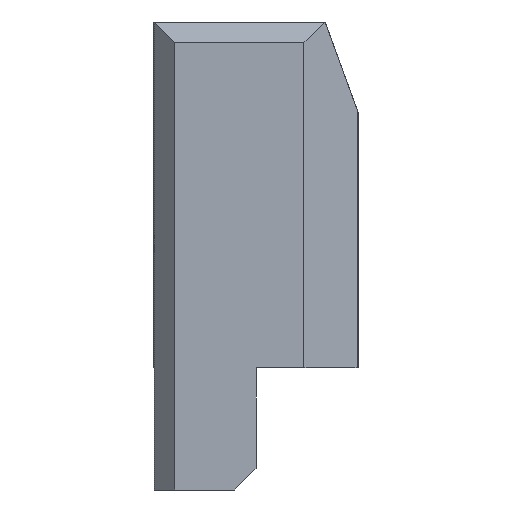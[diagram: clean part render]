
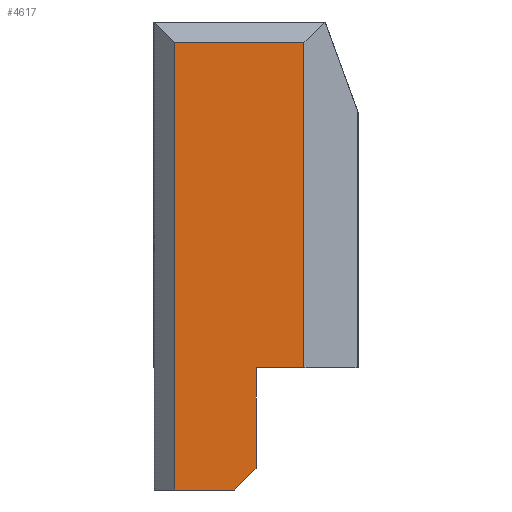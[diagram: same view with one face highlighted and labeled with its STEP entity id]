
A CAD part, left-side view. The second image highlights one B-rep face of the part: STEP entity #4617.
In plain terms, the highlighted planar face has unit normal (-1, 0, 0).
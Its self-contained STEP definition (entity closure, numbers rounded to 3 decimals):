
#35 = EDGE_CURVE ( 'NONE', #6356, #6540, #1123, .T. ) ;
#110 = VERTEX_POINT ( 'NONE', #6077 ) ;
#286 = CARTESIAN_POINT ( 'NONE',  ( -3., 6.071, -6. ) ) ;
#375 = DIRECTION ( 'NONE',  ( 0., 0., 1. ) ) ;
#504 = DIRECTION ( 'NONE',  ( 0., 0., 1. ) ) ;
#506 = CARTESIAN_POINT ( 'NONE',  ( -3., 0., -6. ) ) ;
#520 = EDGE_LOOP ( 'NONE', ( #5260, #2392, #1865, #4195, #6087, #5115, #3500 ) ) ;
#558 = EDGE_CURVE ( 'NONE', #4791, #6356, #2835, .T. ) ;
#1004 = DIRECTION ( 'NONE',  ( 1., 0., 0. ) ) ;
#1064 = VECTOR ( 'NONE', #2888, 1000. ) ;
#1123 = LINE ( 'NONE', #4063, #1286 ) ;
#1265 = DIRECTION ( 'NONE',  ( 0., 1., 0. ) ) ;
#1286 = VECTOR ( 'NONE', #4012, 1000. ) ;
#1375 = LINE ( 'NONE', #3311, #3957 ) ;
#1417 = CARTESIAN_POINT ( 'NONE',  ( -3., 5., -6.5 ) ) ;
#1680 = CARTESIAN_POINT ( 'NONE',  ( -3., 5.286, -5.214 ) ) ;
#1865 = ORIENTED_EDGE ( 'NONE', *, *, #6078, .T. ) ;
#2207 = LINE ( 'NONE', #1680, #4819 ) ;
#2392 = ORIENTED_EDGE ( 'NONE', *, *, #4373, .T. ) ;
#2598 = LINE ( 'NONE', #3934, #1064 ) ;
#2717 = VERTEX_POINT ( 'NONE', #3413 ) ;
#2789 = CARTESIAN_POINT ( 'NONE',  ( -3., 9., 16. ) ) ;
#2835 = LINE ( 'NONE', #4303, #3161 ) ;
#2888 = DIRECTION ( 'NONE',  ( 0., -1., 0. ) ) ;
#2970 = LINE ( 'NONE', #6665, #4204 ) ;
#3050 = LINE ( 'NONE', #1417, #4461 ) ;
#3161 = VECTOR ( 'NONE', #4261, 1000. ) ;
#3311 = CARTESIAN_POINT ( 'NONE',  ( -3., 0., -6. ) ) ;
#3394 = FACE_OUTER_BOUND ( 'NONE', #520, .T. ) ;
#3413 = CARTESIAN_POINT ( 'NONE',  ( -3., 5., -4.929 ) ) ;
#3500 = ORIENTED_EDGE ( 'NONE', *, *, #3804, .T. ) ;
#3804 = EDGE_CURVE ( 'NONE', #5568, #2717, #2207, .T. ) ;
#3934 = CARTESIAN_POINT ( 'NONE',  ( -3., -0.5, 0. ) ) ;
#3957 = VECTOR ( 'NONE', #1265, 1000. ) ;
#4012 = DIRECTION ( 'NONE',  ( 0., -1., 0. ) ) ;
#4063 = CARTESIAN_POINT ( 'NONE',  ( -3., -2.5, 16. ) ) ;
#4115 = PLANE ( 'NONE',  #6336 ) ;
#4195 = ORIENTED_EDGE ( 'NONE', *, *, #35, .F. ) ;
#4204 = VECTOR ( 'NONE', #504, 1000. ) ;
#4261 = DIRECTION ( 'NONE',  ( 0., 0., 1. ) ) ;
#4303 = CARTESIAN_POINT ( 'NONE',  ( -3., 9., -8. ) ) ;
#4373 = EDGE_CURVE ( 'NONE', #4946, #110, #2598, .T. ) ;
#4461 = VECTOR ( 'NONE', #375, 1000. ) ;
#4617 = ADVANCED_FACE ( 'NONE', ( #3394 ), #4115, .F. ) ;
#4650 = DIRECTION ( 'NONE',  ( 0., 1., 0. ) ) ;
#4791 = VERTEX_POINT ( 'NONE', #5208 ) ;
#4819 = VECTOR ( 'NONE', #6331, 1000. ) ;
#4860 = CARTESIAN_POINT ( 'NONE',  ( -3., 5., 0. ) ) ;
#4946 = VERTEX_POINT ( 'NONE', #4860 ) ;
#5018 = CARTESIAN_POINT ( 'NONE',  ( -3., 2.642, 16. ) ) ;
#5058 = EDGE_CURVE ( 'NONE', #2717, #4946, #3050, .T. ) ;
#5115 = ORIENTED_EDGE ( 'NONE', *, *, #5519, .F. ) ;
#5208 = CARTESIAN_POINT ( 'NONE',  ( -3., 9., -6. ) ) ;
#5260 = ORIENTED_EDGE ( 'NONE', *, *, #5058, .T. ) ;
#5519 = EDGE_CURVE ( 'NONE', #5568, #4791, #1375, .T. ) ;
#5568 = VERTEX_POINT ( 'NONE', #286 ) ;
#6077 = CARTESIAN_POINT ( 'NONE',  ( -3., 2.642, 0. ) ) ;
#6078 = EDGE_CURVE ( 'NONE', #110, #6540, #2970, .T. ) ;
#6087 = ORIENTED_EDGE ( 'NONE', *, *, #558, .F. ) ;
#6331 = DIRECTION ( 'NONE',  ( 0., -0.707, 0.707 ) ) ;
#6336 = AXIS2_PLACEMENT_3D ( 'NONE', #506, #1004, #4650 ) ;
#6356 = VERTEX_POINT ( 'NONE', #2789 ) ;
#6540 = VERTEX_POINT ( 'NONE', #5018 ) ;
#6665 = CARTESIAN_POINT ( 'NONE',  ( -3., 2.642, -5.5 ) ) ;
